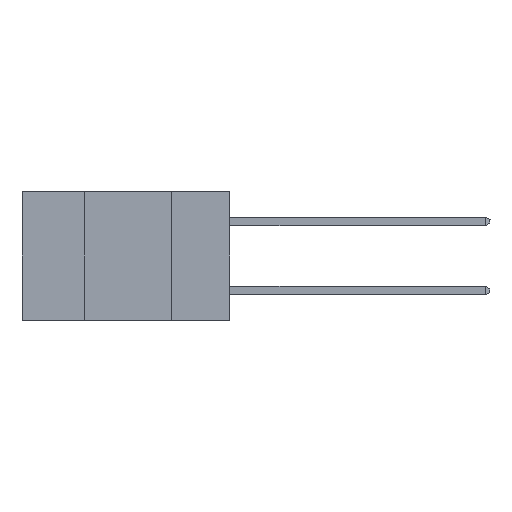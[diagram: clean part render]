
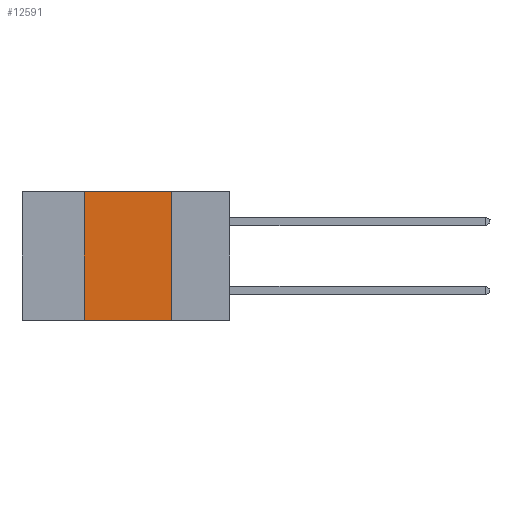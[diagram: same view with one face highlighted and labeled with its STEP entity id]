
A CAD part, left-side view. The second image highlights one B-rep face of the part: STEP entity #12591.
In plain terms, the highlighted planar face has unit normal (-1, 0, 0).
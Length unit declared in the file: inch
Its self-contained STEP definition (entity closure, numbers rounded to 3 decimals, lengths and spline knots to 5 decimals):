
#40 = DIRECTION ( 'NONE',  ( 0., -1., 0. ) ) ;
#144 = DIRECTION ( 'NONE',  ( 0., 0., -1. ) ) ;
#1005 = CARTESIAN_POINT ( 'NONE',  ( 0., 0.42, -0.37 ) ) ;
#1711 = AXIS2_PLACEMENT_3D ( 'NONE', #3785, #9181, #2117 ) ;
#2068 = EDGE_CURVE ( 'NONE', #23017, #7928, #10800, .T. ) ;
#2117 = DIRECTION ( 'NONE',  ( 0., 0., -1. ) ) ;
#2177 = CARTESIAN_POINT ( 'NONE',  ( 0., 0.17, -0.37 ) ) ;
#3785 = CARTESIAN_POINT ( 'NONE',  ( 0., 0.6, 0. ) ) ;
#4634 = CARTESIAN_POINT ( 'NONE',  ( 0., 0.17, 0. ) ) ;
#5231 = FACE_OUTER_BOUND ( 'NONE', #13630, .T. ) ;
#5503 = VECTOR ( 'NONE', #16280, 39.37008 ) ;
#6966 = CARTESIAN_POINT ( 'NONE',  ( 0., 0.6, -0.37 ) ) ;
#7928 = VERTEX_POINT ( 'NONE', #11018 ) ;
#8815 = CARTESIAN_POINT ( 'NONE',  ( 0., 0.6, 0. ) ) ;
#9181 = DIRECTION ( 'NONE',  ( 1., 0., 0. ) ) ;
#9368 = VECTOR ( 'NONE', #21447, 39.37008 ) ;
#10390 = EDGE_CURVE ( 'NONE', #20421, #7928, #11146, .T. ) ;
#10499 = LINE ( 'NONE', #8815, #9368 ) ;
#10800 = LINE ( 'NONE', #6966, #22239 ) ;
#10912 = CARTESIAN_POINT ( 'NONE',  ( 0., 0.42, -0.37 ) ) ;
#11018 = CARTESIAN_POINT ( 'NONE',  ( 0., 0.17, -0.37 ) ) ;
#11146 = LINE ( 'NONE', #2177, #11970 ) ;
#11970 = VECTOR ( 'NONE', #144, 39.37008 ) ;
#12217 = ORIENTED_EDGE ( 'NONE', *, *, #23223, .F. ) ;
#12591 = ADVANCED_FACE ( 'NONE', ( #5231 ), #18477, .F. ) ;
#13630 = EDGE_LOOP ( 'NONE', ( #16391, #20565, #12217, #14096 ) ) ;
#14096 = ORIENTED_EDGE ( 'NONE', *, *, #2068, .T. ) ;
#16280 = DIRECTION ( 'NONE',  ( 0., 0., 1. ) ) ;
#16391 = ORIENTED_EDGE ( 'NONE', *, *, #10390, .F. ) ;
#18415 = CARTESIAN_POINT ( 'NONE',  ( 0., 0.42, 0. ) ) ;
#18477 = PLANE ( 'NONE',  #1711 ) ;
#19684 = EDGE_CURVE ( 'NONE', #20998, #20421, #10499, .T. ) ;
#20421 = VERTEX_POINT ( 'NONE', #4634 ) ;
#20565 = ORIENTED_EDGE ( 'NONE', *, *, #19684, .F. ) ;
#20998 = VERTEX_POINT ( 'NONE', #18415 ) ;
#21447 = DIRECTION ( 'NONE',  ( 0., -1., 0. ) ) ;
#22239 = VECTOR ( 'NONE', #40, 39.37008 ) ;
#23017 = VERTEX_POINT ( 'NONE', #1005 ) ;
#23223 = EDGE_CURVE ( 'NONE', #23017, #20998, #23538, .T. ) ;
#23538 = LINE ( 'NONE', #10912, #5503 ) ;
